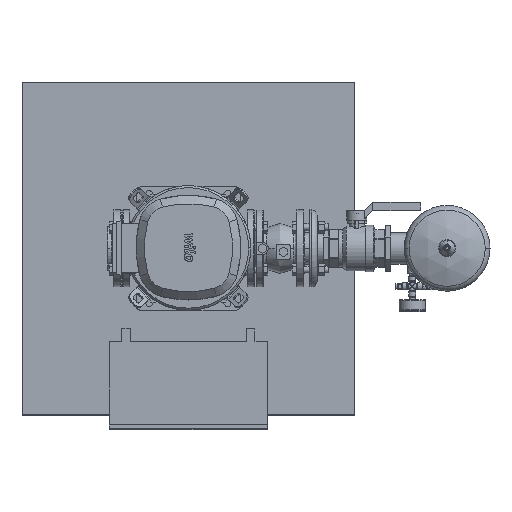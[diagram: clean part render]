
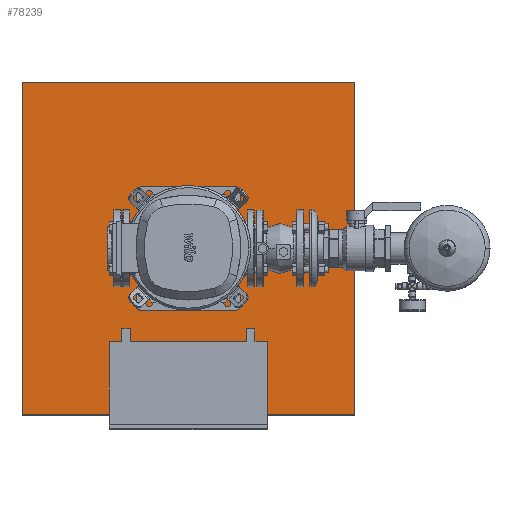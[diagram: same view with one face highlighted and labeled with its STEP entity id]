
A CAD part, top view. The second image highlights one B-rep face of the part: STEP entity #78239.
In plain terms, the highlighted planar face has unit normal (0, 0, 1).
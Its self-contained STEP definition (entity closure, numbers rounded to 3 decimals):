
#78200=CARTESIAN_POINT('',(-400.0,0.,125.0));
#78201=DIRECTION('',(0.0,0.0,1.0));
#78202=DIRECTION('',(0.0,-1.0,0.0));
#78203=AXIS2_PLACEMENT_3D('',#78200,#78201,#78202);
#78204=PLANE('',#78203);
#78205=CARTESIAN_POINT('',(400.0,-400.0,125.));
#78206=VERTEX_POINT('',#78205);
#78207=CARTESIAN_POINT('',(400.0,400.0,125.));
#78208=VERTEX_POINT('',#78207);
#78209=CARTESIAN_POINT('',(400.0,-400.0,125.));
#78210=DIRECTION('',(0.0,1.0,0.0));
#78211=VECTOR('',#78210,800.0);
#78212=LINE('',#78209,#78211);
#78213=EDGE_CURVE('',#78206,#78208,#78212,.T.);
#78214=ORIENTED_EDGE('',*,*,#78213,.T.);
#78215=CARTESIAN_POINT('',(-400.0,400.0,125.));
#78216=VERTEX_POINT('',#78215);
#78217=CARTESIAN_POINT('',(-400.0,400.0,125.));
#78218=DIRECTION('',(1.0,0.0,0.0));
#78219=VECTOR('',#78218,800.0);
#78220=LINE('',#78217,#78219);
#78221=EDGE_CURVE('',#78216,#78208,#78220,.T.);
#78222=ORIENTED_EDGE('',*,*,#78221,.F.);
#78223=CARTESIAN_POINT('',(-400.0,-400.0,125.));
#78224=VERTEX_POINT('',#78223);
#78225=CARTESIAN_POINT('',(-400.0,400.0,125.));
#78226=DIRECTION('',(0.0,-1.0,0.0));
#78227=VECTOR('',#78226,800.0);
#78228=LINE('',#78225,#78227);
#78229=EDGE_CURVE('',#78216,#78224,#78228,.T.);
#78230=ORIENTED_EDGE('',*,*,#78229,.T.);
#78231=CARTESIAN_POINT('',(-400.0,-400.0,125.));
#78232=DIRECTION('',(1.0,0.0,0.0));
#78233=VECTOR('',#78232,800.0);
#78234=LINE('',#78231,#78233);
#78235=EDGE_CURVE('',#78224,#78206,#78234,.T.);
#78236=ORIENTED_EDGE('',*,*,#78235,.T.);
#78237=EDGE_LOOP('',(#78214,#78222,#78230,#78236));
#78238=FACE_OUTER_BOUND('',#78237,.T.);
#78239=ADVANCED_FACE('',(#78238),#78204,.T.);
